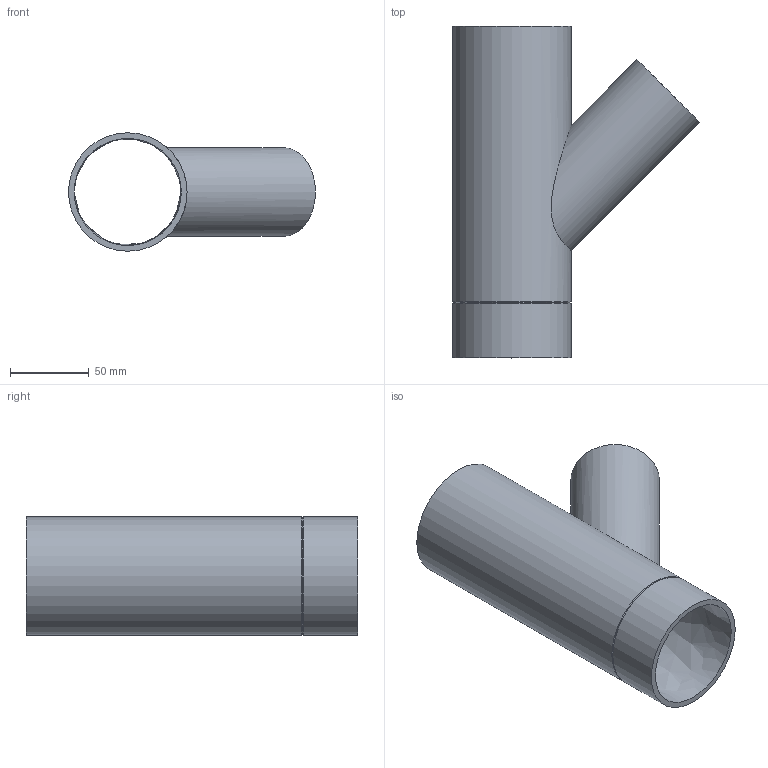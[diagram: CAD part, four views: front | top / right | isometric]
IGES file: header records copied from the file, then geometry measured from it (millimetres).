
Global section: file name: 307054; native system: Autodesk Inventor 2014; preprocessor: unknown; author: ML; date: 20140826.215045; units: millimetre
Bounding box: 156.29 x 210 x 75 mm (x, y, z)
Volume: 208996.8 mm3; surface area: 122050.6 mm2
Topology: 1 solids, 1 shells, 10 faces, 25 edges, 17 vertices
Faces by surface type: cylinder 3, plane 3, cone 2, revolution 2
Full cylindrical faces by diameter (mm): 56 x1, 75 x2
